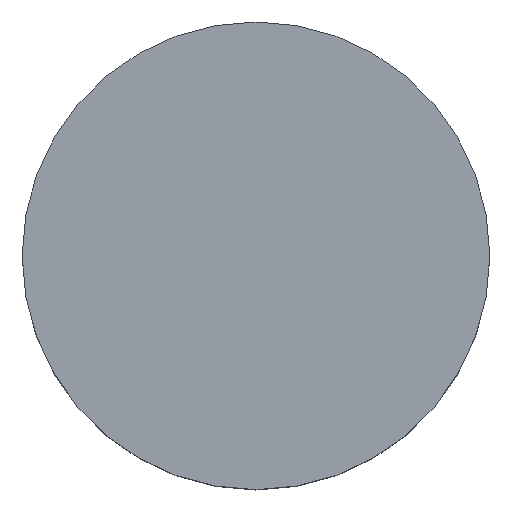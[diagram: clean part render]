
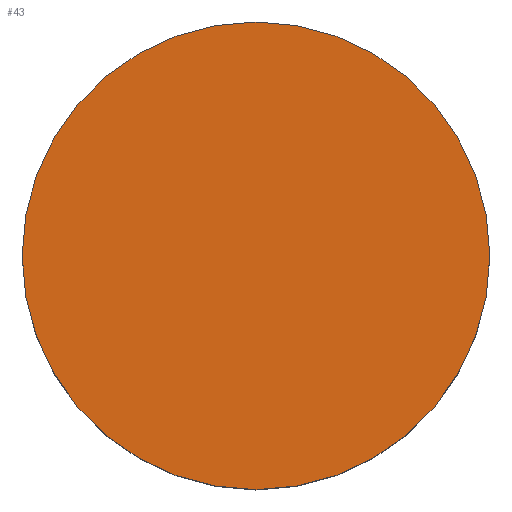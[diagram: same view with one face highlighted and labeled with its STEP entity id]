
A CAD part, top view. The second image highlights one B-rep face of the part: STEP entity #43.
In plain terms, the highlighted planar face has unit normal (0, 0, 1).
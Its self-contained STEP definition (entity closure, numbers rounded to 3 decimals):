
#13 = EDGE_CURVE ( 'NONE', #77, #105, #127, .T. ) ;
#32 = ORIENTED_EDGE ( 'NONE', *, *, #35, .T. ) ;
#35 = EDGE_CURVE ( 'NONE', #105, #77, #137, .T. ) ;
#43 = ADVANCED_FACE ( 'NONE', ( #62 ), #48, .T. ) ;
#48 = PLANE ( 'NONE',  #61 ) ;
#61 = AXIS2_PLACEMENT_3D ( 'NONE', #143, #131, #104 ) ;
#62 = FACE_OUTER_BOUND ( 'NONE', #169, .T. ) ;
#63 = DIRECTION ( 'NONE',  ( 1., 0., 0. ) ) ;
#77 = VERTEX_POINT ( 'NONE', #134 ) ;
#94 = DIRECTION ( 'NONE',  ( 0., 0., 1. ) ) ;
#95 = DIRECTION ( 'NONE',  ( 1., 0., 0. ) ) ;
#97 = CARTESIAN_POINT ( 'NONE',  ( -3., 0., 2.5 ) ) ;
#100 = ORIENTED_EDGE ( 'NONE', *, *, #13, .T. ) ;
#104 = DIRECTION ( 'NONE',  ( 1., 0., 0. ) ) ;
#105 = VERTEX_POINT ( 'NONE', #97 ) ;
#106 = CARTESIAN_POINT ( 'NONE',  ( 0., 0., 2.5 ) ) ;
#107 = DIRECTION ( 'NONE',  ( 0., 0., 1. ) ) ;
#127 = CIRCLE ( 'NONE', #162, 3. ) ;
#131 = DIRECTION ( 'NONE',  ( 0., 0., 1. ) ) ;
#134 = CARTESIAN_POINT ( 'NONE',  ( 3., 0., 2.5 ) ) ;
#137 = CIRCLE ( 'NONE', #147, 3. ) ;
#143 = CARTESIAN_POINT ( 'NONE',  ( 0., 0., 2.5 ) ) ;
#144 = CARTESIAN_POINT ( 'NONE',  ( 0., 0., 2.5 ) ) ;
#147 = AXIS2_PLACEMENT_3D ( 'NONE', #106, #94, #63 ) ;
#162 = AXIS2_PLACEMENT_3D ( 'NONE', #144, #107, #95 ) ;
#169 = EDGE_LOOP ( 'NONE', ( #32, #100 ) ) ;
